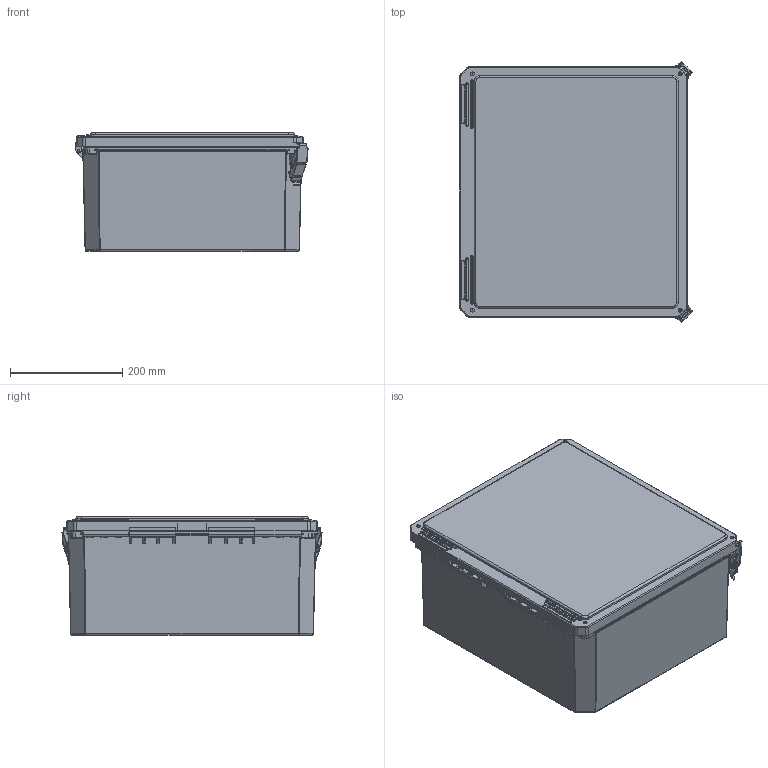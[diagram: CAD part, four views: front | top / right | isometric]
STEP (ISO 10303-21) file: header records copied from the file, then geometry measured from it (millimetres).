
FILE_DESCRIPTION(/* description */ (''),/* implementation_level */ '2;1');
FILE_NAME(/* name */ 'HW-161408CHQR.stp',/* time_stamp */ '2014-03-12T14:47:12-05:00',/* author */ ('pmescher'),/* organization */ (''),/* preprocessor_version */ 'ST-DEVELOPER v15.2',/* originating_system */ 'Autodesk Inventor 2014',/* authorisation */ '');
FILE_SCHEMA (('AUTOMOTIVE_DESIGN { 1 0 10303 214 3 1 1 }'));
Products named in the file (17): DS161408BOX; BRASS INSERT-(; BRASS INSERT-(_1; BRASS INSERT-(_2; AT40005; Part1; Part2; LATCH HINGE; LATCH -1 Assembly; RMHINGAT40006-04; DS161408CVR; GA1614; WP1614HLU; BRASS INSERT-(_3; DS COVER  BUSH; 2016 Vanity Plug; DS161408HPL_STP
Bounding box: 414 x 463.64 x 211.87 mm (x, y, z)
Volume: 3038305.9 mm3; surface area: 1456784.7 mm2
Topology: 35 solids, 35 shells, 2599 faces, 6463 edges, 3848 vertices
Faces by surface type: cylinder 1046, plane 897, bspline 387, torus 153, sphere 60, cone 56
Full cylindrical faces by diameter (mm): 3.429 x20, 3.48 x4, 3.81 x4, 3.861 x8, 3.962 x16, 5.3 x4, 5.563 x2, 5.766 x2, 6.248 x16, 6.401 x4, 6.426 x4, 7.62 x4, 7.938 x2, 9.525 x2, 11.049 x2
Entity records: 84133 total; most frequent: CARTESIAN_POINT 32155, DIRECTION 11065, ORIENTED_EDGE 10646, EDGE_CURVE 5323, AXIS2_PLACEMENT_3D 4215, VERTEX_POINT 3236, LINE 2635, VECTOR 2635
